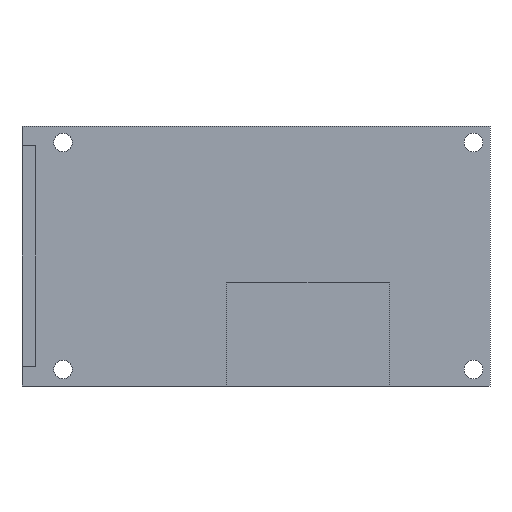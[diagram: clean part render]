
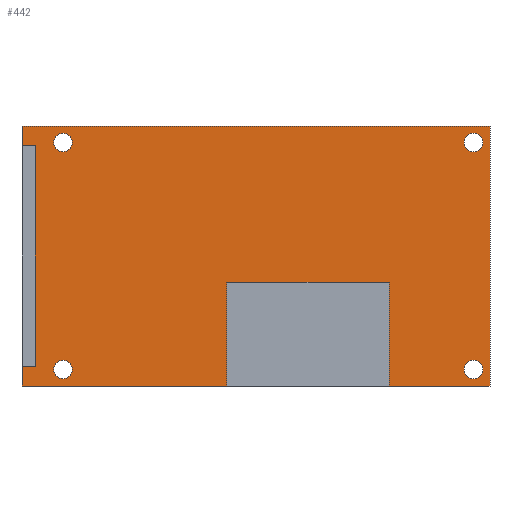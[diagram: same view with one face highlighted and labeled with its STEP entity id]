
A CAD part, front view. The second image highlights one B-rep face of the part: STEP entity #442.
In plain terms, the highlighted planar face has unit normal (0, -1, 0).
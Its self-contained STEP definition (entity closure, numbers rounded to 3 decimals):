
#18=FACE_BOUND('',#71,.T.);
#19=FACE_BOUND('',#72,.T.);
#20=FACE_BOUND('',#73,.T.);
#21=FACE_BOUND('',#74,.T.);
#26=CIRCLE('',#479,1.5);
#27=CIRCLE('',#480,1.5);
#28=CIRCLE('',#481,1.5);
#29=CIRCLE('',#482,1.5);
#48=FACE_OUTER_BOUND('',#70,.T.);
#70=EDGE_LOOP('',(#316,#317,#318,#319,#320,#321,#322,#323,#324,#325,#326,
#327));
#71=EDGE_LOOP('',(#328));
#72=EDGE_LOOP('',(#329));
#73=EDGE_LOOP('',(#330));
#74=EDGE_LOOP('',(#331));
#96=LINE('',#622,#148);
#100=LINE('',#631,#152);
#104=LINE('',#638,#156);
#107=LINE('',#644,#159);
#108=LINE('',#646,#160);
#109=LINE('',#648,#161);
#110=LINE('',#650,#162);
#111=LINE('',#652,#163);
#112=LINE('',#654,#164);
#113=LINE('',#656,#165);
#114=LINE('',#658,#166);
#115=LINE('',#659,#167);
#148=VECTOR('',#508,10.);
#152=VECTOR('',#514,10.);
#156=VECTOR('',#520,10.);
#159=VECTOR('',#527,10.);
#160=VECTOR('',#528,10.);
#161=VECTOR('',#529,10.);
#162=VECTOR('',#530,10.);
#163=VECTOR('',#531,10.);
#164=VECTOR('',#532,10.);
#165=VECTOR('',#533,10.);
#166=VECTOR('',#534,10.);
#167=VECTOR('',#535,10.);
#200=VERTEX_POINT('',#620);
#201=VERTEX_POINT('',#621);
#204=VERTEX_POINT('',#629);
#205=VERTEX_POINT('',#630);
#208=VERTEX_POINT('',#643);
#209=VERTEX_POINT('',#645);
#210=VERTEX_POINT('',#647);
#211=VERTEX_POINT('',#649);
#212=VERTEX_POINT('',#651);
#213=VERTEX_POINT('',#653);
#214=VERTEX_POINT('',#655);
#215=VERTEX_POINT('',#657);
#216=VERTEX_POINT('',#660);
#217=VERTEX_POINT('',#662);
#218=VERTEX_POINT('',#664);
#219=VERTEX_POINT('',#666);
#240=EDGE_CURVE('',#200,#201,#96,.T.);
#244=EDGE_CURVE('',#204,#205,#100,.T.);
#248=EDGE_CURVE('',#205,#200,#104,.T.);
#251=EDGE_CURVE('',#201,#208,#107,.T.);
#252=EDGE_CURVE('',#208,#209,#108,.T.);
#253=EDGE_CURVE('',#209,#210,#109,.T.);
#254=EDGE_CURVE('',#210,#211,#110,.T.);
#255=EDGE_CURVE('',#211,#212,#111,.T.);
#256=EDGE_CURVE('',#212,#213,#112,.T.);
#257=EDGE_CURVE('',#213,#214,#113,.T.);
#258=EDGE_CURVE('',#214,#215,#114,.T.);
#259=EDGE_CURVE('',#215,#204,#115,.T.);
#260=EDGE_CURVE('',#216,#216,#26,.T.);
#261=EDGE_CURVE('',#217,#217,#27,.T.);
#262=EDGE_CURVE('',#218,#218,#28,.T.);
#263=EDGE_CURVE('',#219,#219,#29,.T.);
#316=ORIENTED_EDGE('',*,*,#244,.T.);
#317=ORIENTED_EDGE('',*,*,#248,.T.);
#318=ORIENTED_EDGE('',*,*,#240,.T.);
#319=ORIENTED_EDGE('',*,*,#251,.T.);
#320=ORIENTED_EDGE('',*,*,#252,.T.);
#321=ORIENTED_EDGE('',*,*,#253,.T.);
#322=ORIENTED_EDGE('',*,*,#254,.T.);
#323=ORIENTED_EDGE('',*,*,#255,.T.);
#324=ORIENTED_EDGE('',*,*,#256,.T.);
#325=ORIENTED_EDGE('',*,*,#257,.T.);
#326=ORIENTED_EDGE('',*,*,#258,.T.);
#327=ORIENTED_EDGE('',*,*,#259,.T.);
#328=ORIENTED_EDGE('',*,*,#260,.T.);
#329=ORIENTED_EDGE('',*,*,#261,.T.);
#330=ORIENTED_EDGE('',*,*,#262,.T.);
#331=ORIENTED_EDGE('',*,*,#263,.T.);
#424=PLANE('',#478);
#442=ADVANCED_FACE('',(#48,#18,#19,#20,#21),#424,.F.);
#478=AXIS2_PLACEMENT_3D('',#642,#525,#526);
#479=AXIS2_PLACEMENT_3D('',#661,#536,#537);
#480=AXIS2_PLACEMENT_3D('',#663,#538,#539);
#481=AXIS2_PLACEMENT_3D('',#665,#540,#541);
#482=AXIS2_PLACEMENT_3D('',#667,#542,#543);
#508=DIRECTION('',(0.,0.,-1.));
#514=DIRECTION('',(0.,0.,1.));
#520=DIRECTION('',(1.,0.,0.));
#525=DIRECTION('center_axis',(0.,1.,0.));
#526=DIRECTION('ref_axis',(1.,0.,0.));
#527=DIRECTION('',(1.,0.,0.));
#528=DIRECTION('',(0.,0.,1.));
#529=DIRECTION('',(-1.,0.,0.));
#530=DIRECTION('',(0.,0.,-1.));
#531=DIRECTION('',(1.,0.,0.));
#532=DIRECTION('',(0.,0.,-1.));
#533=DIRECTION('',(-1.,0.,0.));
#534=DIRECTION('',(0.,0.,-1.));
#535=DIRECTION('',(1.,0.,0.));
#536=DIRECTION('center_axis',(0.,1.,0.));
#537=DIRECTION('ref_axis',(-1.,0.,0.));
#538=DIRECTION('center_axis',(0.,1.,0.));
#539=DIRECTION('ref_axis',(0.,0.,1.));
#540=DIRECTION('center_axis',(0.,1.,0.));
#541=DIRECTION('ref_axis',(1.,0.,0.));
#542=DIRECTION('center_axis',(0.,1.,0.));
#543=DIRECTION('ref_axis',(1.,0.,0.));
#620=CARTESIAN_POINT('',(60.,0.,17.));
#621=CARTESIAN_POINT('',(60.,0.,0.));
#622=CARTESIAN_POINT('',(60.,0.,10.625));
#629=CARTESIAN_POINT('',(33.5,0.,0.));
#630=CARTESIAN_POINT('',(33.5,0.,17.));
#631=CARTESIAN_POINT('',(33.5,0.,19.125));
#638=CARTESIAN_POINT('',(49.125,0.,17.));
#642=CARTESIAN_POINT('Origin',(38.25,0.,21.25));
#643=CARTESIAN_POINT('',(76.5,0.,0.));
#644=CARTESIAN_POINT('',(0.,0.,0.));
#645=CARTESIAN_POINT('',(76.5,0.,42.5));
#646=CARTESIAN_POINT('',(76.5,0.,0.));
#647=CARTESIAN_POINT('',(0.,0.,42.5));
#648=CARTESIAN_POINT('',(76.5,0.,42.5));
#649=CARTESIAN_POINT('',(0.,0.,39.3));
#650=CARTESIAN_POINT('',(0.,0.,42.5));
#651=CARTESIAN_POINT('',(2.2,0.,39.3));
#652=CARTESIAN_POINT('',(20.225,0.,39.3));
#653=CARTESIAN_POINT('',(2.2,0.,3.2));
#654=CARTESIAN_POINT('',(2.2,0.,12.225));
#655=CARTESIAN_POINT('',(0.,0.,3.2));
#656=CARTESIAN_POINT('',(19.125,0.,3.2));
#657=CARTESIAN_POINT('',(0.,0.,0.));
#658=CARTESIAN_POINT('',(0.,0.,42.5));
#659=CARTESIAN_POINT('',(0.,0.,0.));
#660=CARTESIAN_POINT('',(75.3,0.,2.7));
#661=CARTESIAN_POINT('Origin',(73.8,0.,2.7));
#662=CARTESIAN_POINT('',(6.7,0.,1.2));
#663=CARTESIAN_POINT('Origin',(6.7,0.,2.7));
#664=CARTESIAN_POINT('',(72.3,0.,39.8));
#665=CARTESIAN_POINT('Origin',(73.8,0.,39.8));
#666=CARTESIAN_POINT('',(5.2,0.,39.8));
#667=CARTESIAN_POINT('Origin',(6.7,0.,39.8));
